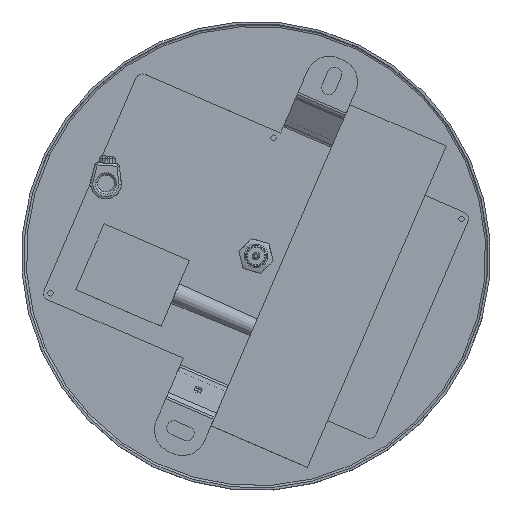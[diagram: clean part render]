
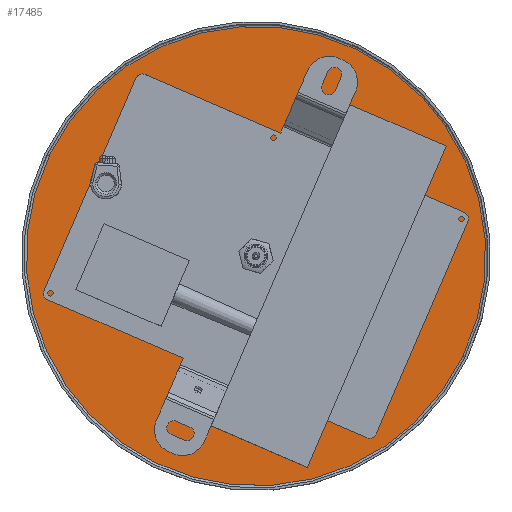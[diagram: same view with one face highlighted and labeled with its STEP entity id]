
A CAD part, top view. The second image highlights one B-rep face of the part: STEP entity #17485.
In plain terms, the highlighted planar face has unit normal (0, 0, 1).
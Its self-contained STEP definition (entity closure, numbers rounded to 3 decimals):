
#14 = CARTESIAN_POINT ( 'NONE',  ( -5.5, 0., 1. ) ) ;
#409 = CARTESIAN_POINT ( 'NONE',  ( 96.5, 0., 1. ) ) ;
#752 = CARTESIAN_POINT ( 'NONE',  ( 0., 0., 1. ) ) ;
#1684 = VERTEX_POINT ( 'NONE', #5006 ) ;
#1858 = DIRECTION ( 'NONE',  ( 1., 0., 0. ) ) ;
#2047 = VERTEX_POINT ( 'NONE', #409 ) ;
#2326 = EDGE_LOOP ( 'NONE', ( #16594, #22976 ) ) ;
#2915 = VERTEX_POINT ( 'NONE', #23789 ) ;
#3179 = CARTESIAN_POINT ( 'NONE',  ( 0., 0., 1. ) ) ;
#3358 = CIRCLE ( 'NONE', #24136, 96.5 ) ;
#4291 = FACE_BOUND ( 'NONE', #7617, .T. ) ;
#4429 = DIRECTION ( 'NONE',  ( 0., 0., 1. ) ) ;
#4603 = PLANE ( 'NONE',  #7590 ) ;
#4852 = VERTEX_POINT ( 'NONE', #14296 ) ;
#5006 = CARTESIAN_POINT ( 'NONE',  ( 5.5, 0., 1. ) ) ;
#5671 = EDGE_CURVE ( 'NONE', #2915, #2047, #19496, .T. ) ;
#5800 = EDGE_CURVE ( 'NONE', #1684, #17754, #22390, .T. ) ;
#5807 = CARTESIAN_POINT ( 'NONE',  ( -75.5, 0., 1. ) ) ;
#6160 = DIRECTION ( 'NONE',  ( 1., 0., 0. ) ) ;
#7436 = EDGE_CURVE ( 'NONE', #2047, #2915, #3358, .T. ) ;
#7590 = AXIS2_PLACEMENT_3D ( 'NONE', #17347, #4429, #6160 ) ;
#7617 = EDGE_LOOP ( 'NONE', ( #10568, #9618 ) ) ;
#9125 = DIRECTION ( 'NONE',  ( 0., 0., -1. ) ) ;
#9204 = CARTESIAN_POINT ( 'NONE',  ( 0., 0., 1. ) ) ;
#9363 = CARTESIAN_POINT ( 'NONE',  ( 0., 0., 1. ) ) ;
#9618 = ORIENTED_EDGE ( 'NONE', *, *, #5800, .F. ) ;
#9708 = VERTEX_POINT ( 'NONE', #5807 ) ;
#9958 = ORIENTED_EDGE ( 'NONE', *, *, #20584, .F. ) ;
#10568 = ORIENTED_EDGE ( 'NONE', *, *, #21149, .F. ) ;
#11043 = AXIS2_PLACEMENT_3D ( 'NONE', #16050, #18078, #21729 ) ;
#11092 = EDGE_LOOP ( 'NONE', ( #20684, #9958 ) ) ;
#11676 = DIRECTION ( 'NONE',  ( 0., 0., 1. ) ) ;
#13142 = DIRECTION ( 'NONE',  ( 0., 0., 1. ) ) ;
#13737 = CIRCLE ( 'NONE', #11043, 5.5 ) ;
#13994 = DIRECTION ( 'NONE',  ( 0., 0., -1. ) ) ;
#14296 = CARTESIAN_POINT ( 'NONE',  ( -64.5, 0., 1. ) ) ;
#15033 = AXIS2_PLACEMENT_3D ( 'NONE', #9204, #13142, #1858 ) ;
#16050 = CARTESIAN_POINT ( 'NONE',  ( -70., 0., 1. ) ) ;
#16346 = DIRECTION ( 'NONE',  ( 1., 0., 0. ) ) ;
#16545 = AXIS2_PLACEMENT_3D ( 'NONE', #18975, #11676, #20827 ) ;
#16594 = ORIENTED_EDGE ( 'NONE', *, *, #7436, .F. ) ;
#16688 = CIRCLE ( 'NONE', #23549, 5.5 ) ;
#16738 = DIRECTION ( 'NONE',  ( 1., 0., 0. ) ) ;
#17347 = CARTESIAN_POINT ( 'NONE',  ( 0., 0., 1. ) ) ;
#17485 = ADVANCED_FACE ( 'NONE', ( #24125, #4291, #22980 ), #4603, .T. ) ;
#17754 = VERTEX_POINT ( 'NONE', #14 ) ;
#17834 = DIRECTION ( 'NONE',  ( 1., 0., 0. ) ) ;
#18078 = DIRECTION ( 'NONE',  ( 0., 0., 1. ) ) ;
#18975 = CARTESIAN_POINT ( 'NONE',  ( -70., 0., 1. ) ) ;
#19496 = CIRCLE ( 'NONE', #21606, 96.5 ) ;
#20584 = EDGE_CURVE ( 'NONE', #4852, #9708, #23104, .T. ) ;
#20684 = ORIENTED_EDGE ( 'NONE', *, *, #21329, .F. ) ;
#20827 = DIRECTION ( 'NONE',  ( 1., 0., 0. ) ) ;
#21149 = EDGE_CURVE ( 'NONE', #17754, #1684, #16688, .T. ) ;
#21329 = EDGE_CURVE ( 'NONE', #9708, #4852, #13737, .T. ) ;
#21606 = AXIS2_PLACEMENT_3D ( 'NONE', #3179, #9125, #16346 ) ;
#21729 = DIRECTION ( 'NONE',  ( 1., 0., 0. ) ) ;
#22390 = CIRCLE ( 'NONE', #15033, 5.5 ) ;
#22433 = DIRECTION ( 'NONE',  ( 0., 0., 1. ) ) ;
#22976 = ORIENTED_EDGE ( 'NONE', *, *, #5671, .F. ) ;
#22980 = FACE_OUTER_BOUND ( 'NONE', #2326, .T. ) ;
#23104 = CIRCLE ( 'NONE', #16545, 5.5 ) ;
#23549 = AXIS2_PLACEMENT_3D ( 'NONE', #9363, #22433, #16738 ) ;
#23789 = CARTESIAN_POINT ( 'NONE',  ( -96.5, 0., 1. ) ) ;
#24125 = FACE_BOUND ( 'NONE', #11092, .T. ) ;
#24136 = AXIS2_PLACEMENT_3D ( 'NONE', #752, #13994, #17834 ) ;
